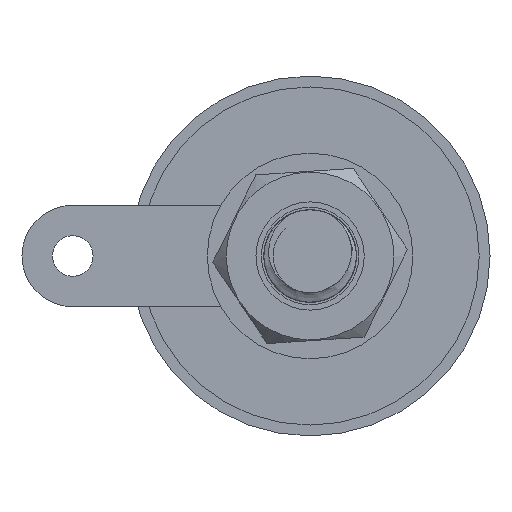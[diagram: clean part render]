
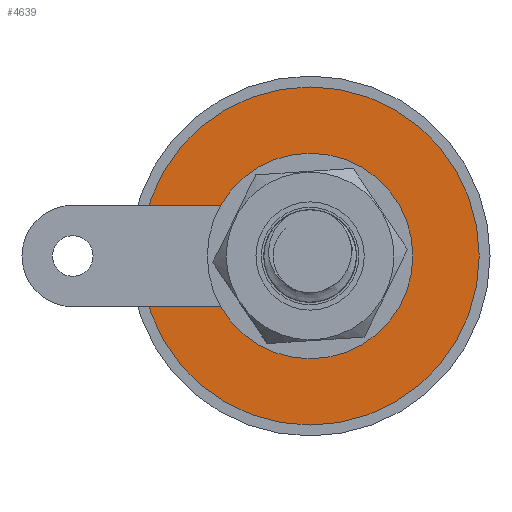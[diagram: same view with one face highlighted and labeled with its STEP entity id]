
A CAD part, front view. The second image highlights one B-rep face of the part: STEP entity #4639.
In plain terms, the highlighted planar face has unit normal (0, -1, 0).
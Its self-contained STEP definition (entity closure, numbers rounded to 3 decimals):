
#104=FACE_BOUND('',#792,.T.);
#247=CIRCLE('',#5075,2.);
#248=CIRCLE('',#5077,6.25);
#345=PLANE('',#5079);
#513=FACE_OUTER_BOUND('',#791,.T.);
#791=EDGE_LOOP('',(#3618));
#792=EDGE_LOOP('',(#3619));
#1984=VERTEX_POINT('',#9048);
#1985=VERTEX_POINT('',#9052);
#2570=EDGE_CURVE('',#1984,#1984,#247,.T.);
#2572=EDGE_CURVE('',#1985,#1985,#248,.T.);
#3618=ORIENTED_EDGE('',*,*,#2572,.T.);
#3619=ORIENTED_EDGE('',*,*,#2570,.T.);
#4639=ADVANCED_FACE('',(#513,#104),#345,.T.);
#5075=AXIS2_PLACEMENT_3D('',#9049,#5793,#5794);
#5077=AXIS2_PLACEMENT_3D('',#9053,#5798,#5799);
#5079=AXIS2_PLACEMENT_3D('',#9057,#5803,#5804);
#5793=DIRECTION('center_axis',(0.,1.,0.));
#5794=DIRECTION('ref_axis',(1.,0.,0.));
#5798=DIRECTION('center_axis',(0.,-1.,0.));
#5799=DIRECTION('ref_axis',(1.,0.,0.));
#5803=DIRECTION('center_axis',(0.,-1.,0.));
#5804=DIRECTION('ref_axis',(1.,0.,0.));
#9048=CARTESIAN_POINT('',(-2.,-12.4,0.));
#9049=CARTESIAN_POINT('Origin',(0.,-12.4,0.));
#9052=CARTESIAN_POINT('',(-6.25,-12.4,0.));
#9053=CARTESIAN_POINT('Origin',(0.,-12.4,0.));
#9057=CARTESIAN_POINT('Origin',(0.,-12.4,0.));
